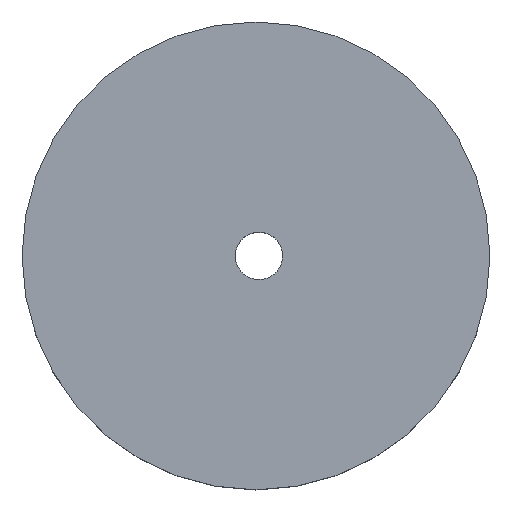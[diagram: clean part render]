
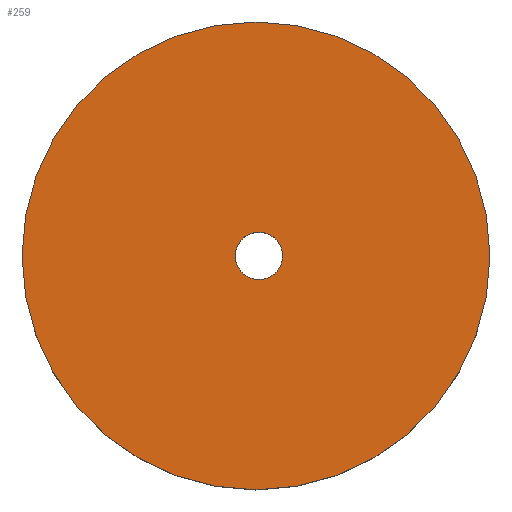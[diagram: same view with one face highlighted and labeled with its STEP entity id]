
A CAD part, top view. The second image highlights one B-rep face of the part: STEP entity #259.
In plain terms, the highlighted planar face has unit normal (0, 0, 1).
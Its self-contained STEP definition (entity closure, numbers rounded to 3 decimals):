
#2 = AXIS2_PLACEMENT_3D ( 'NONE', #198, #19, #225 ) ;
#9 = EDGE_LOOP ( 'NONE', ( #51, #35 ) ) ;
#19 = DIRECTION ( 'NONE',  ( 0., 0., 1. ) ) ;
#28 = FACE_BOUND ( 'NONE', #9, .T. ) ;
#30 = AXIS2_PLACEMENT_3D ( 'NONE', #322, #101, #214 ) ;
#35 = ORIENTED_EDGE ( 'NONE', *, *, #249, .F. ) ;
#40 = VERTEX_POINT ( 'NONE', #170 ) ;
#51 = ORIENTED_EDGE ( 'NONE', *, *, #361, .F. ) ;
#54 = DIRECTION ( 'NONE',  ( 1., 0., 0. ) ) ;
#56 = DIRECTION ( 'NONE',  ( 0., 0., 1. ) ) ;
#62 = FACE_OUTER_BOUND ( 'NONE', #78, .T. ) ;
#78 = EDGE_LOOP ( 'NONE', ( #216, #279 ) ) ;
#79 = EDGE_CURVE ( 'NONE', #98, #275, #206, .T. ) ;
#93 = CARTESIAN_POINT ( 'NONE',  ( 0., 0., 20. ) ) ;
#98 = VERTEX_POINT ( 'NONE', #371 ) ;
#101 = DIRECTION ( 'NONE',  ( 0., 0., 1. ) ) ;
#111 = AXIS2_PLACEMENT_3D ( 'NONE', #112, #316, #54 ) ;
#112 = CARTESIAN_POINT ( 'NONE',  ( -0.625, 0., 20. ) ) ;
#120 = EDGE_CURVE ( 'NONE', #275, #98, #178, .T. ) ;
#122 = CARTESIAN_POINT ( 'NONE',  ( 0., 0., 20. ) ) ;
#145 = PLANE ( 'NONE',  #290 ) ;
#151 = CARTESIAN_POINT ( 'NONE',  ( -50., 0., 20. ) ) ;
#170 = CARTESIAN_POINT ( 'NONE',  ( 5., 0., 20. ) ) ;
#178 = CIRCLE ( 'NONE', #111, 49.375 ) ;
#181 = VERTEX_POINT ( 'NONE', #237 ) ;
#198 = CARTESIAN_POINT ( 'NONE',  ( -0.625, 0., 20. ) ) ;
#206 = CIRCLE ( 'NONE', #2, 49.375 ) ;
#208 = AXIS2_PLACEMENT_3D ( 'NONE', #122, #292, #317 ) ;
#214 = DIRECTION ( 'NONE',  ( 1., 0., 0. ) ) ;
#216 = ORIENTED_EDGE ( 'NONE', *, *, #79, .T. ) ;
#225 = DIRECTION ( 'NONE',  ( 1., 0., 0. ) ) ;
#235 = CIRCLE ( 'NONE', #208, 5. ) ;
#237 = CARTESIAN_POINT ( 'NONE',  ( -5., 0., 20. ) ) ;
#242 = CIRCLE ( 'NONE', #30, 5. ) ;
#249 = EDGE_CURVE ( 'NONE', #181, #40, #235, .T. ) ;
#259 = ADVANCED_FACE ( 'NONE', ( #28, #62 ), #145, .T. ) ;
#275 = VERTEX_POINT ( 'NONE', #151 ) ;
#279 = ORIENTED_EDGE ( 'NONE', *, *, #120, .T. ) ;
#290 = AXIS2_PLACEMENT_3D ( 'NONE', #93, #56, #294 ) ;
#292 = DIRECTION ( 'NONE',  ( 0., 0., 1. ) ) ;
#294 = DIRECTION ( 'NONE',  ( 1., 0., 0. ) ) ;
#316 = DIRECTION ( 'NONE',  ( 0., 0., 1. ) ) ;
#317 = DIRECTION ( 'NONE',  ( 1., 0., 0. ) ) ;
#322 = CARTESIAN_POINT ( 'NONE',  ( 0., 0., 20. ) ) ;
#361 = EDGE_CURVE ( 'NONE', #40, #181, #242, .T. ) ;
#371 = CARTESIAN_POINT ( 'NONE',  ( 48.751, 0., 20. ) ) ;
